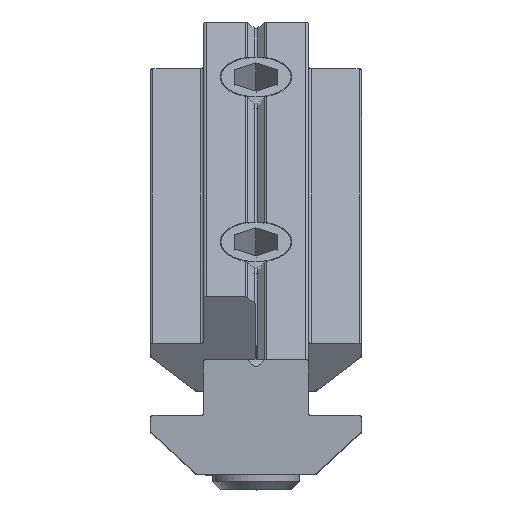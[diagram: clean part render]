
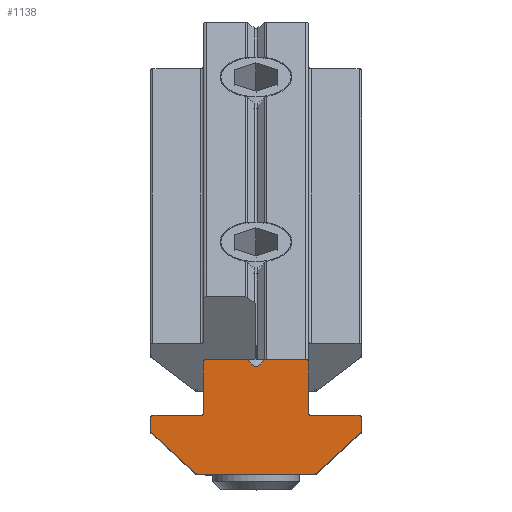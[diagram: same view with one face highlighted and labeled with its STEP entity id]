
A CAD part, top view. The second image highlights one B-rep face of the part: STEP entity #1138.
In plain terms, the highlighted planar face has unit normal (0, 0, 1).
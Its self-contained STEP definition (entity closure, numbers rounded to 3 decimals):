
#77=PLANE('',#1228);
#110=LINE('',#1827,#193);
#120=LINE('',#1857,#203);
#128=LINE('',#1909,#211);
#130=LINE('',#1917,#213);
#131=LINE('',#1921,#214);
#132=LINE('',#1925,#215);
#133=LINE('',#1929,#216);
#134=LINE('',#1933,#217);
#135=LINE('',#1937,#218);
#136=LINE('',#1941,#219);
#137=LINE('',#1945,#220);
#138=LINE('',#1949,#221);
#139=LINE('',#1954,#222);
#193=VECTOR('',#1372,3.628);
#203=VECTOR('',#1400,3.628);
#211=VECTOR('',#1424,0.86);
#213=VECTOR('',#1432,4.7);
#214=VECTOR('',#1435,4.4);
#215=VECTOR('',#1438,1.14);
#216=VECTOR('',#1441,5.561);
#217=VECTOR('',#1444,10.805);
#218=VECTOR('',#1447,5.561);
#219=VECTOR('',#1450,1.14);
#220=VECTOR('',#1453,4.4);
#221=VECTOR('',#1456,4.7);
#222=VECTOR('',#1461,0.86);
#326=FACE_OUTER_BOUND('',#392,.T.);
#392=EDGE_LOOP('',(#885,#886,#887,#888,#889,#890,#891,#892,#893,#894,#895,
#896,#897,#898,#899,#900,#901,#902,#903,#904,#905,#906,#907,#908,#909,#910));
#480=CIRCLE('',#1225,0.25);
#481=CIRCLE('',#1229,0.25);
#482=CIRCLE('',#1230,0.25);
#483=CIRCLE('',#1231,0.25);
#484=CIRCLE('',#1232,0.25);
#485=CIRCLE('',#1233,0.25);
#486=CIRCLE('',#1234,0.25);
#487=CIRCLE('',#1235,0.25);
#488=CIRCLE('',#1236,0.25);
#489=CIRCLE('',#1237,0.25);
#490=CIRCLE('',#1238,0.25);
#491=CIRCLE('',#1239,0.25);
#492=CIRCLE('',#1240,0.25);
#540=VERTEX_POINT('',#1824);
#541=VERTEX_POINT('',#1826);
#551=VERTEX_POINT('',#1854);
#552=VERTEX_POINT('',#1856);
#558=VERTEX_POINT('',#1897);
#560=VERTEX_POINT('',#1908);
#562=VERTEX_POINT('',#1914);
#563=VERTEX_POINT('',#1916);
#564=VERTEX_POINT('',#1918);
#565=VERTEX_POINT('',#1920);
#566=VERTEX_POINT('',#1922);
#567=VERTEX_POINT('',#1924);
#568=VERTEX_POINT('',#1926);
#569=VERTEX_POINT('',#1928);
#570=VERTEX_POINT('',#1930);
#571=VERTEX_POINT('',#1932);
#572=VERTEX_POINT('',#1934);
#573=VERTEX_POINT('',#1936);
#574=VERTEX_POINT('',#1938);
#575=VERTEX_POINT('',#1940);
#576=VERTEX_POINT('',#1942);
#577=VERTEX_POINT('',#1944);
#578=VERTEX_POINT('',#1946);
#579=VERTEX_POINT('',#1948);
#580=VERTEX_POINT('',#1951);
#581=VERTEX_POINT('',#1953);
#658=EDGE_CURVE('',#541,#540,#110,.T.);
#673=EDGE_CURVE('',#552,#551,#120,.T.);
#684=EDGE_CURVE('',#541,#558,#480,.T.);
#687=EDGE_CURVE('',#560,#558,#128,.T.);
#690=EDGE_CURVE('',#562,#540,#481,.T.);
#691=EDGE_CURVE('',#562,#563,#130,.T.);
#692=EDGE_CURVE('',#564,#563,#482,.T.);
#693=EDGE_CURVE('',#564,#565,#131,.T.);
#694=EDGE_CURVE('',#566,#565,#483,.T.);
#695=EDGE_CURVE('',#566,#567,#132,.T.);
#696=EDGE_CURVE('',#568,#567,#484,.T.);
#697=EDGE_CURVE('',#568,#569,#133,.T.);
#698=EDGE_CURVE('',#570,#569,#485,.T.);
#699=EDGE_CURVE('',#570,#571,#134,.T.);
#700=EDGE_CURVE('',#572,#571,#486,.T.);
#701=EDGE_CURVE('',#572,#573,#135,.T.);
#702=EDGE_CURVE('',#574,#573,#487,.T.);
#703=EDGE_CURVE('',#574,#575,#136,.T.);
#704=EDGE_CURVE('',#576,#575,#488,.T.);
#705=EDGE_CURVE('',#576,#577,#137,.T.);
#706=EDGE_CURVE('',#578,#577,#489,.T.);
#707=EDGE_CURVE('',#578,#579,#138,.T.);
#708=EDGE_CURVE('',#552,#579,#490,.T.);
#709=EDGE_CURVE('',#580,#551,#491,.T.);
#710=EDGE_CURVE('',#580,#581,#139,.T.);
#711=EDGE_CURVE('',#560,#581,#492,.T.);
#885=ORIENTED_EDGE('',*,*,#684,.F.);
#886=ORIENTED_EDGE('',*,*,#658,.T.);
#887=ORIENTED_EDGE('',*,*,#690,.F.);
#888=ORIENTED_EDGE('',*,*,#691,.T.);
#889=ORIENTED_EDGE('',*,*,#692,.F.);
#890=ORIENTED_EDGE('',*,*,#693,.T.);
#891=ORIENTED_EDGE('',*,*,#694,.F.);
#892=ORIENTED_EDGE('',*,*,#695,.T.);
#893=ORIENTED_EDGE('',*,*,#696,.F.);
#894=ORIENTED_EDGE('',*,*,#697,.T.);
#895=ORIENTED_EDGE('',*,*,#698,.F.);
#896=ORIENTED_EDGE('',*,*,#699,.T.);
#897=ORIENTED_EDGE('',*,*,#700,.F.);
#898=ORIENTED_EDGE('',*,*,#701,.T.);
#899=ORIENTED_EDGE('',*,*,#702,.F.);
#900=ORIENTED_EDGE('',*,*,#703,.T.);
#901=ORIENTED_EDGE('',*,*,#704,.F.);
#902=ORIENTED_EDGE('',*,*,#705,.T.);
#903=ORIENTED_EDGE('',*,*,#706,.F.);
#904=ORIENTED_EDGE('',*,*,#707,.T.);
#905=ORIENTED_EDGE('',*,*,#708,.F.);
#906=ORIENTED_EDGE('',*,*,#673,.T.);
#907=ORIENTED_EDGE('',*,*,#709,.F.);
#908=ORIENTED_EDGE('',*,*,#710,.T.);
#909=ORIENTED_EDGE('',*,*,#711,.F.);
#910=ORIENTED_EDGE('',*,*,#687,.T.);
#1138=ADVANCED_FACE('',(#326),#77,.T.);
#1225=AXIS2_PLACEMENT_3D('',#1898,#1419,#1420);
#1228=AXIS2_PLACEMENT_3D('',#1913,#1428,#1429);
#1229=AXIS2_PLACEMENT_3D('',#1915,#1430,#1431);
#1230=AXIS2_PLACEMENT_3D('',#1919,#1433,#1434);
#1231=AXIS2_PLACEMENT_3D('',#1923,#1436,#1437);
#1232=AXIS2_PLACEMENT_3D('',#1927,#1439,#1440);
#1233=AXIS2_PLACEMENT_3D('',#1931,#1442,#1443);
#1234=AXIS2_PLACEMENT_3D('',#1935,#1445,#1446);
#1235=AXIS2_PLACEMENT_3D('',#1939,#1448,#1449);
#1236=AXIS2_PLACEMENT_3D('',#1943,#1451,#1452);
#1237=AXIS2_PLACEMENT_3D('',#1947,#1454,#1455);
#1238=AXIS2_PLACEMENT_3D('',#1950,#1457,#1458);
#1239=AXIS2_PLACEMENT_3D('',#1952,#1459,#1460);
#1240=AXIS2_PLACEMENT_3D('',#1955,#1462,#1463);
#1372=DIRECTION('',(-1.,0.,0.));
#1400=DIRECTION('',(-1.,0.,0.));
#1419=DIRECTION('center_axis',(0.,0.,-1.));
#1420=DIRECTION('ref_axis',(0.362,0.932,0.));
#1424=DIRECTION('',(-0.738,0.675,0.));
#1428=DIRECTION('center_axis',(0.,0.,1.));
#1429=DIRECTION('ref_axis',(1.,0.,0.));
#1430=DIRECTION('center_axis',(0.,0.,-1.));
#1431=DIRECTION('ref_axis',(-0.707,0.707,0.));
#1432=DIRECTION('',(0.,-1.,0.));
#1433=DIRECTION('center_axis',(0.,0.,1.));
#1434=DIRECTION('ref_axis',(0.707,-0.707,0.));
#1435=DIRECTION('',(-1.,0.,0.));
#1436=DIRECTION('center_axis',(0.,0.,-1.));
#1437=DIRECTION('ref_axis',(-0.707,0.707,0.));
#1438=DIRECTION('',(0.,-1.,0.));
#1439=DIRECTION('center_axis',(0.,0.,-1.));
#1440=DIRECTION('ref_axis',(-0.915,-0.402,0.));
#1441=DIRECTION('',(0.737,-0.676,0.));
#1442=DIRECTION('center_axis',(0.,0.,-1.));
#1443=DIRECTION('ref_axis',(-0.363,-0.932,0.));
#1444=DIRECTION('',(1.,0.,0.));
#1445=DIRECTION('center_axis',(0.,0.,-1.));
#1446=DIRECTION('ref_axis',(0.363,-0.932,0.));
#1447=DIRECTION('',(0.737,0.676,0.));
#1448=DIRECTION('center_axis',(0.,0.,-1.));
#1449=DIRECTION('ref_axis',(0.915,-0.402,0.));
#1450=DIRECTION('',(0.,1.,0.));
#1451=DIRECTION('center_axis',(0.,0.,-1.));
#1452=DIRECTION('ref_axis',(0.707,0.707,0.));
#1453=DIRECTION('',(-1.,0.,0.));
#1454=DIRECTION('center_axis',(0.,0.,1.));
#1455=DIRECTION('ref_axis',(-0.707,-0.707,0.));
#1456=DIRECTION('',(0.,1.,0.));
#1457=DIRECTION('center_axis',(0.,0.,-1.));
#1458=DIRECTION('ref_axis',(0.707,0.707,0.));
#1459=DIRECTION('center_axis',(0.,0.,-1.));
#1460=DIRECTION('ref_axis',(-0.362,0.932,0.));
#1461=DIRECTION('',(-0.738,-0.675,0.));
#1462=DIRECTION('center_axis',(0.,0.,1.));
#1463=DIRECTION('ref_axis',(0.,-1.,0.));
#1824=CARTESIAN_POINT('',(-4.6,10.6,62.));
#1826=CARTESIAN_POINT('',(-0.972,10.6,62.));
#1827=CARTESIAN_POINT('',(-0.875,10.6,62.));
#1854=CARTESIAN_POINT('',(0.972,10.6,62.));
#1856=CARTESIAN_POINT('',(4.6,10.6,62.));
#1857=CARTESIAN_POINT('',(4.85,10.6,62.));
#1897=CARTESIAN_POINT('',(-0.803,10.535,62.));
#1898=CARTESIAN_POINT('Origin',(-0.972,10.35,62.));
#1908=CARTESIAN_POINT('',(-0.169,9.954,62.));
#1909=CARTESIAN_POINT('',(0.,9.8,62.));
#1913=CARTESIAN_POINT('Origin',(0.,5.013,62.));
#1914=CARTESIAN_POINT('',(-4.85,10.35,62.));
#1915=CARTESIAN_POINT('Origin',(-4.6,10.35,62.));
#1916=CARTESIAN_POINT('',(-4.85,5.65,62.));
#1917=CARTESIAN_POINT('',(-4.85,10.6,62.));
#1918=CARTESIAN_POINT('',(-5.1,5.4,62.));
#1919=CARTESIAN_POINT('Origin',(-5.1,5.65,62.));
#1920=CARTESIAN_POINT('',(-9.5,5.4,62.));
#1921=CARTESIAN_POINT('',(-4.85,5.4,62.));
#1922=CARTESIAN_POINT('',(-9.75,5.15,62.));
#1923=CARTESIAN_POINT('Origin',(-9.5,5.15,62.));
#1924=CARTESIAN_POINT('',(-9.75,4.01,62.));
#1925=CARTESIAN_POINT('',(-9.75,5.4,62.));
#1926=CARTESIAN_POINT('',(-9.669,3.826,62.));
#1927=CARTESIAN_POINT('Origin',(-9.5,4.01,62.));
#1928=CARTESIAN_POINT('',(-5.572,0.066,62.));
#1929=CARTESIAN_POINT('',(-9.75,3.9,62.));
#1930=CARTESIAN_POINT('',(-5.403,0.,62.));
#1931=CARTESIAN_POINT('Origin',(-5.403,0.25,62.));
#1932=CARTESIAN_POINT('',(5.403,0.,62.));
#1933=CARTESIAN_POINT('',(-5.5,0.,62.));
#1934=CARTESIAN_POINT('',(5.572,0.066,62.));
#1935=CARTESIAN_POINT('Origin',(5.403,0.25,62.));
#1936=CARTESIAN_POINT('',(9.669,3.826,62.));
#1937=CARTESIAN_POINT('',(5.5,0.,62.));
#1938=CARTESIAN_POINT('',(9.75,4.01,62.));
#1939=CARTESIAN_POINT('Origin',(9.5,4.01,62.));
#1940=CARTESIAN_POINT('',(9.75,5.15,62.));
#1941=CARTESIAN_POINT('',(9.75,3.9,62.));
#1942=CARTESIAN_POINT('',(9.5,5.4,62.));
#1943=CARTESIAN_POINT('Origin',(9.5,5.15,62.));
#1944=CARTESIAN_POINT('',(5.1,5.4,62.));
#1945=CARTESIAN_POINT('',(9.75,5.4,62.));
#1946=CARTESIAN_POINT('',(4.85,5.65,62.));
#1947=CARTESIAN_POINT('Origin',(5.1,5.65,62.));
#1948=CARTESIAN_POINT('',(4.85,10.35,62.));
#1949=CARTESIAN_POINT('',(4.85,5.4,62.));
#1950=CARTESIAN_POINT('Origin',(4.6,10.35,62.));
#1951=CARTESIAN_POINT('',(0.803,10.535,62.));
#1952=CARTESIAN_POINT('Origin',(0.972,10.35,62.));
#1953=CARTESIAN_POINT('',(0.169,9.954,62.));
#1954=CARTESIAN_POINT('',(0.875,10.6,62.));
#1955=CARTESIAN_POINT('Origin',(0.,10.139,
62.));
